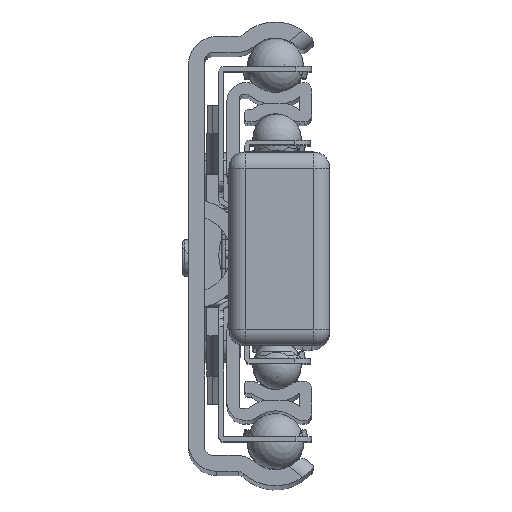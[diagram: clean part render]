
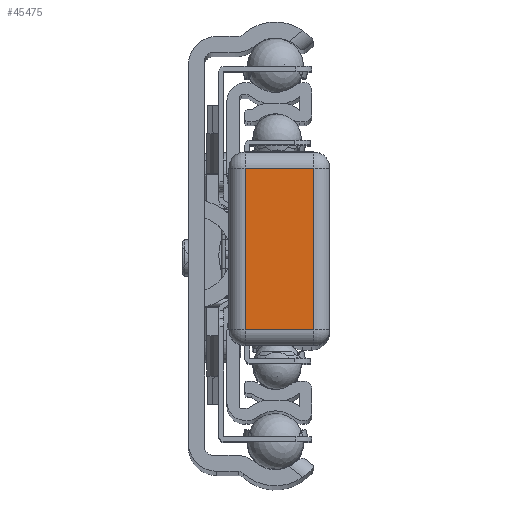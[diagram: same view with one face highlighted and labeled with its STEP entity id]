
A CAD part, top view. The second image highlights one B-rep face of the part: STEP entity #45475.
In plain terms, the highlighted planar face has unit normal (0, 0, 1).
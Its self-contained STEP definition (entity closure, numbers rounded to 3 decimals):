
#2367=PLANE('',#48656);
#4561=FACE_OUTER_BOUND('',#6940,.T.);
#6940=EDGE_LOOP('',(#32971,#32972,#32973,#32974));
#9693=LINE('',#71473,#13111);
#9695=LINE('',#71481,#13113);
#9697=LINE('',#71491,#13115);
#9699=LINE('',#71500,#13117);
#13111=VECTOR('',#55333,10.);
#13113=VECTOR('',#55341,10.);
#13115=VECTOR('',#55353,10.);
#13117=VECTOR('',#55365,10.);
#18738=VERTEX_POINT('',#71470);
#18739=VERTEX_POINT('',#71472);
#18742=VERTEX_POINT('',#71480);
#18745=VERTEX_POINT('',#71490);
#23995=EDGE_CURVE('',#18738,#18739,#9693,.T.);
#23999=EDGE_CURVE('',#18739,#18742,#9695,.T.);
#24004=EDGE_CURVE('',#18742,#18745,#9697,.T.);
#24009=EDGE_CURVE('',#18745,#18738,#9699,.T.);
#32971=ORIENTED_EDGE('',*,*,#23995,.F.);
#32972=ORIENTED_EDGE('',*,*,#24009,.F.);
#32973=ORIENTED_EDGE('',*,*,#24004,.F.);
#32974=ORIENTED_EDGE('',*,*,#23999,.F.);
#45475=ADVANCED_FACE('',(#4561),#2367,.T.);
#48656=AXIS2_PLACEMENT_3D('',#71514,#55387,#55388);
#55333=DIRECTION('',(0.,1.,0.));
#55341=DIRECTION('',(1.,0.,0.));
#55353=DIRECTION('',(0.,-1.,0.));
#55365=DIRECTION('',(-1.,0.,0.));
#55387=DIRECTION('center_axis',(0.,0.,
1.));
#55388=DIRECTION('ref_axis',(-1.,0.,0.));
#71470=CARTESIAN_POINT('',(-3.75,-10.,500.));
#71472=CARTESIAN_POINT('',(-3.75,10.,500.));
#71473=CARTESIAN_POINT('',(-3.75,-5.,500.));
#71480=CARTESIAN_POINT('',(4.75,10.,500.));
#71481=CARTESIAN_POINT('',(-1.625,10.,500.));
#71490=CARTESIAN_POINT('',(4.75,-10.,500.));
#71491=CARTESIAN_POINT('',(4.75,5.,500.));
#71500=CARTESIAN_POINT('',(2.625,-10.,500.));
#71514=CARTESIAN_POINT('Origin',(0.5,0.,
500.));
